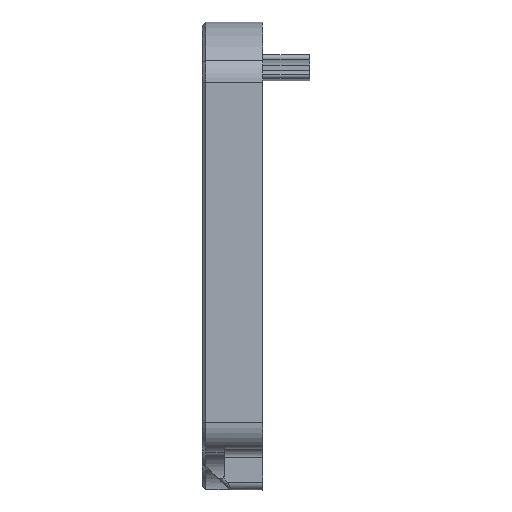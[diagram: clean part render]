
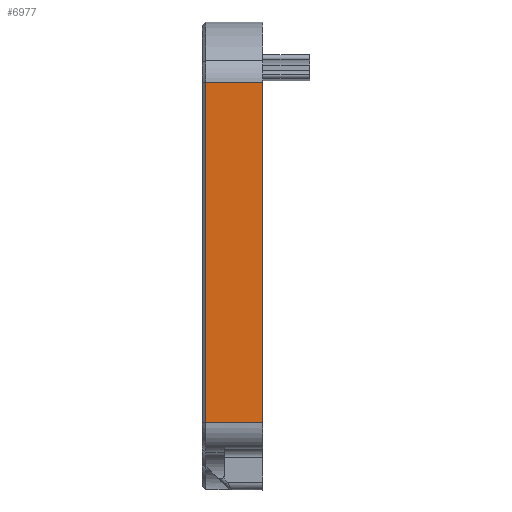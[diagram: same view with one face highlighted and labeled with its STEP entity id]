
A CAD part, front view. The second image highlights one B-rep face of the part: STEP entity #6977.
In plain terms, the highlighted face is planar.
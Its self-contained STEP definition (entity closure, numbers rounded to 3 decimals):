
#317=PLANE('',#7783);
#1211=FACE_OUTER_BOUND('',#1634,.T.);
#1634=EDGE_LOOP('',(#6401,#6402,#6403,#6404));
#1800=LINE('',#16499,#2077);
#1904=LINE('',#17064,#2181);
#1913=LINE('',#17145,#2190);
#1917=LINE('',#17154,#2194);
#2077=VECTOR('',#9177,10.);
#2181=VECTOR('',#9553,10.);
#2190=VECTOR('',#9590,10.);
#2194=VECTOR('',#9600,10.);
#3114=VERTEX_POINT('',#16496);
#3115=VERTEX_POINT('',#16498);
#3203=VERTEX_POINT('',#16835);
#3220=VERTEX_POINT('',#17141);
#4090=EDGE_CURVE('',#3114,#3115,#1800,.T.);
#4272=EDGE_CURVE('',#3114,#3203,#1904,.T.);
#4287=EDGE_CURVE('',#3220,#3203,#1913,.T.);
#4292=EDGE_CURVE('',#3115,#3220,#1917,.T.);
#6401=ORIENTED_EDGE('',*,*,#4287,.F.);
#6402=ORIENTED_EDGE('',*,*,#4292,.F.);
#6403=ORIENTED_EDGE('',*,*,#4090,.F.);
#6404=ORIENTED_EDGE('',*,*,#4272,.T.);
#6977=ADVANCED_FACE('',(#1211),#317,.F.);
#7783=AXIS2_PLACEMENT_3D('',#17155,#9601,#9602);
#9177=DIRECTION('',(0.,0.,1.));
#9553=DIRECTION('',(-1.,0.,0.));
#9590=DIRECTION('',(0.,0.,-1.));
#9600=DIRECTION('',(-1.,0.,0.));
#9601=DIRECTION('center_axis',(0.,-1.,
0.));
#9602=DIRECTION('ref_axis',(0.,0.,-1.));
#16496=CARTESIAN_POINT('',(-14.5,22.1,-111.095));
#16498=CARTESIAN_POINT('',(-14.5,22.1,-67.603));
#16499=CARTESIAN_POINT('',(-14.5,22.1,-75.625));
#16835=CARTESIAN_POINT('',(-21.8,22.1,-111.095));
#17064=CARTESIAN_POINT('',(-22.2,22.1,-111.095));
#17141=CARTESIAN_POINT('',(-21.8,22.1,-67.603));
#17145=CARTESIAN_POINT('',(-21.8,22.1,-92.597));
#17154=CARTESIAN_POINT('',(-15.376,22.1,-67.603));
#17155=CARTESIAN_POINT('Origin',(-13.4,22.1,-108.352));
